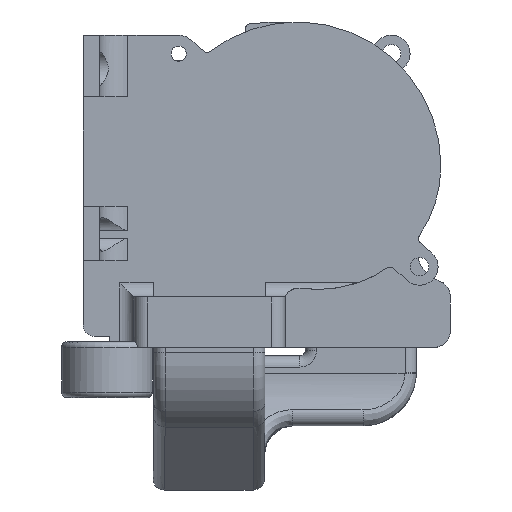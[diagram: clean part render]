
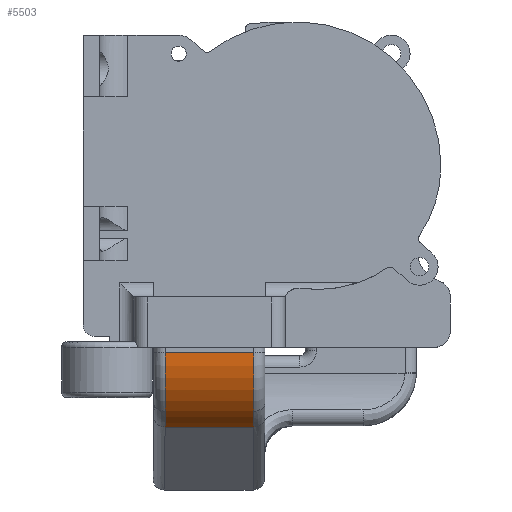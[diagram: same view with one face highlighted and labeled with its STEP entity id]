
A CAD part, left-side view. The second image highlights one B-rep face of the part: STEP entity #5503.
In plain terms, the highlighted cylindrical face has radius 15 mm (diameter 30 mm), a partial arc.
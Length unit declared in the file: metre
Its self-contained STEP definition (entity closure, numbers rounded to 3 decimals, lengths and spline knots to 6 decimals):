
#236=B_SPLINE_CURVE_WITH_KNOTS('',3,(#9992,#9993,#9994,#9995),
 .UNSPECIFIED.,.F.,.F.,(4,4),(0.,0.004731),.UNSPECIFIED.);
#237=B_SPLINE_CURVE_WITH_KNOTS('',3,(#10000,#10001,#10002,#10003),
 .UNSPECIFIED.,.F.,.F.,(4,4),(0.,0.004702),.UNSPECIFIED.);
#366=CYLINDRICAL_SURFACE('',#6048,0.015);
#741=LINE('',#9826,#1138);
#747=LINE('',#9947,#1144);
#1138=VECTOR('',#7364,1.);
#1144=VECTOR('',#7378,1.);
#2589=ORIENTED_EDGE('',*,*,#3541,.T.);
#2590=ORIENTED_EDGE('',*,*,#3542,.T.);
#2591=ORIENTED_EDGE('',*,*,#3524,.F.);
#2592=ORIENTED_EDGE('',*,*,#3543,.T.);
#2593=ORIENTED_EDGE('',*,*,#3544,.T.);
#2594=ORIENTED_EDGE('',*,*,#3502,.F.);
#3502=EDGE_CURVE('',#4087,#4088,#741,.T.);
#3524=EDGE_CURVE('',#4105,#4106,#747,.F.);
#3541=EDGE_CURVE('',#4087,#4120,#236,.T.);
#3542=EDGE_CURVE('',#4120,#4106,#4375,.F.);
#3543=EDGE_CURVE('',#4105,#4121,#4376,.T.);
#3544=EDGE_CURVE('',#4121,#4088,#237,.T.);
#4087=VERTEX_POINT('',#9827);
#4088=VERTEX_POINT('',#9828);
#4105=VERTEX_POINT('',#9948);
#4106=VERTEX_POINT('',#9949);
#4120=VERTEX_POINT('',#9996);
#4121=VERTEX_POINT('',#9999);
#4375=CIRCLE('',#6049,0.015);
#4376=CIRCLE('',#6050,0.015);
#4718=EDGE_LOOP('',(#2589,#2590,#2591,#2592,#2593,#2594));
#5071=FACE_BOUND('',#4718,.T.);
#5503=ADVANCED_FACE('',(#5071),#366,.T.);
#6048=AXIS2_PLACEMENT_3D('',#9991,#7400,#7401);
#6049=AXIS2_PLACEMENT_3D('',#9997,#7402,#7403);
#6050=AXIS2_PLACEMENT_3D('',#9998,#7404,#7405);
#7364=DIRECTION('',(0.,1.,0.));
#7378=DIRECTION('',(0.,1.,0.));
#7400=DIRECTION('',(0.,-1.,0.));
#7401=DIRECTION('',(0.,0.,-1.));
#7402=DIRECTION('',(0.,-1.,0.));
#7403=DIRECTION('',(0.,0.,-1.));
#7404=DIRECTION('',(0.,-1.,0.));
#7405=DIRECTION('',(0.,0.,-1.));
#9826=CARTESIAN_POINT('',(-0.143199,-0.0151,-0.045821));
#9827=CARTESIAN_POINT('',(-0.143199,-0.032878,-0.045821));
#9828=CARTESIAN_POINT('',(-0.143199,-0.017078,-0.045821));
#9947=CARTESIAN_POINT('',(-0.1512,-0.0349,-0.032554));
#9948=CARTESIAN_POINT('',(-0.1512,-0.0171,-0.032554));
#9949=CARTESIAN_POINT('',(-0.1512,-0.0329,-0.032554));
#9991=CARTESIAN_POINT('',(-0.1362,0.,-0.032554));
#9992=CARTESIAN_POINT('',(-0.143199,-0.032878,-0.045821));
#9993=CARTESIAN_POINT('',(-0.144612,-0.032884,-0.045076));
#9994=CARTESIAN_POINT('',(-0.145873,-0.032891,-0.044129));
#9995=CARTESIAN_POINT('',(-0.146983,-0.0329,-0.042981));
#9996=CARTESIAN_POINT('',(-0.146983,-0.0329,-0.042981));
#9997=CARTESIAN_POINT('',(-0.1362,-0.0329,-0.032554));
#9998=CARTESIAN_POINT('',(-0.1362,-0.0171,-0.032554));
#9999=CARTESIAN_POINT('',(-0.146963,-0.0171,-0.043002));
#10000=CARTESIAN_POINT('',(-0.146963,-0.0171,-0.043002));
#10001=CARTESIAN_POINT('',(-0.145857,-0.017091,-0.044141));
#10002=CARTESIAN_POINT('',(-0.144603,-0.017084,-0.045081));
#10003=CARTESIAN_POINT('',(-0.143199,-0.017078,-0.045821));
